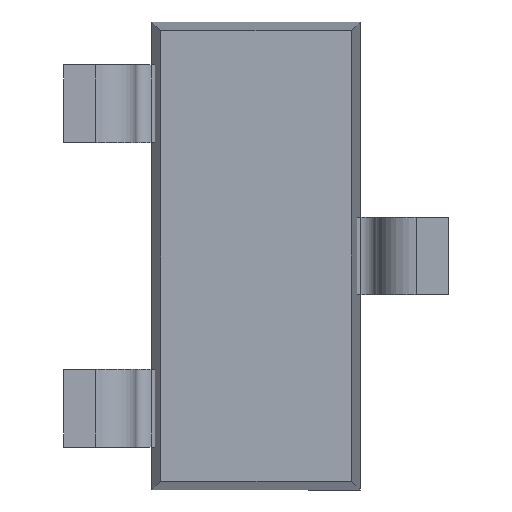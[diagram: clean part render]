
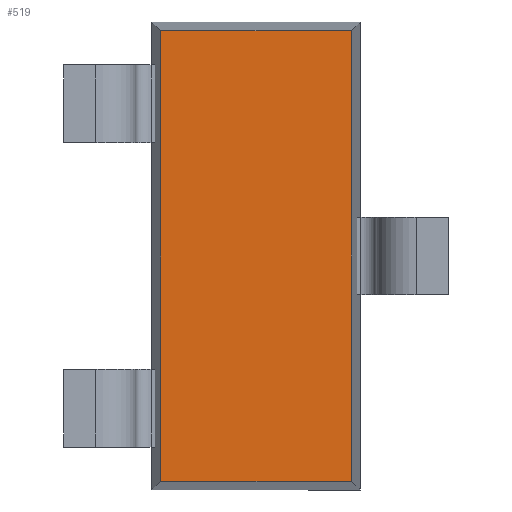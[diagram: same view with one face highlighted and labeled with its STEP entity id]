
A CAD part, front view. The second image highlights one B-rep face of the part: STEP entity #519.
In plain terms, the highlighted planar face has unit normal (0, -1, 0).
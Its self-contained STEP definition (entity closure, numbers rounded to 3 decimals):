
#15 = LINE ( 'NONE', #160, #773 ) ;
#48 = DIRECTION ( 'NONE',  ( 1., 0., 0. ) ) ;
#75 = CARTESIAN_POINT ( 'NONE',  ( 0.65, 0.1, 1.404 ) ) ;
#130 = CARTESIAN_POINT ( 'NONE',  ( 0.594, 0.1, -1.404 ) ) ;
#160 = CARTESIAN_POINT ( 'NONE',  ( -0.65, 0.1, -1.404 ) ) ;
#164 = LINE ( 'NONE', #871, #1437 ) ;
#198 = CARTESIAN_POINT ( 'NONE',  ( -0.594, 0.1, -1.404 ) ) ;
#258 = PLANE ( 'NONE',  #1209 ) ;
#369 = LINE ( 'NONE', #753, #986 ) ;
#430 = EDGE_CURVE ( 'NONE', #1404, #1574, #164, .T. ) ;
#439 = VERTEX_POINT ( 'NONE', #1232 ) ;
#497 = EDGE_CURVE ( 'NONE', #439, #968, #369, .T. ) ;
#505 = CARTESIAN_POINT ( 'NONE',  ( 0., 0.1, 0. ) ) ;
#519 = ADVANCED_FACE ( 'NONE', ( #1533 ), #258, .T. ) ;
#618 = DIRECTION ( 'NONE',  ( 0., 0., -1. ) ) ;
#753 = CARTESIAN_POINT ( 'NONE',  ( -0.594, 0.1, 1.46 ) ) ;
#756 = ORIENTED_EDGE ( 'NONE', *, *, #430, .T. ) ;
#773 = VECTOR ( 'NONE', #48, 1000. ) ;
#774 = ORIENTED_EDGE ( 'NONE', *, *, #497, .T. ) ;
#778 = CARTESIAN_POINT ( 'NONE',  ( 0.594, 0.1, 1.404 ) ) ;
#834 = EDGE_CURVE ( 'NONE', #1574, #439, #1426, .T. ) ;
#871 = CARTESIAN_POINT ( 'NONE',  ( 0.594, 0.1, -1.46 ) ) ;
#882 = VECTOR ( 'NONE', #1066, 1000. ) ;
#968 = VERTEX_POINT ( 'NONE', #198 ) ;
#978 = ORIENTED_EDGE ( 'NONE', *, *, #834, .T. ) ;
#986 = VECTOR ( 'NONE', #618, 1000. ) ;
#1066 = DIRECTION ( 'NONE',  ( -1., 0., 0. ) ) ;
#1148 = ORIENTED_EDGE ( 'NONE', *, *, #1518, .T. ) ;
#1209 = AXIS2_PLACEMENT_3D ( 'NONE', #505, #1490, #1474 ) ;
#1232 = CARTESIAN_POINT ( 'NONE',  ( -0.594, 0.1, 1.404 ) ) ;
#1279 = EDGE_LOOP ( 'NONE', ( #756, #978, #774, #1148 ) ) ;
#1404 = VERTEX_POINT ( 'NONE', #130 ) ;
#1426 = LINE ( 'NONE', #75, #882 ) ;
#1437 = VECTOR ( 'NONE', #1493, 1000. ) ;
#1474 = DIRECTION ( 'NONE',  ( 1., 0., 0. ) ) ;
#1490 = DIRECTION ( 'NONE',  ( 0., -1., 0. ) ) ;
#1493 = DIRECTION ( 'NONE',  ( 0., 0., 1. ) ) ;
#1518 = EDGE_CURVE ( 'NONE', #968, #1404, #15, .T. ) ;
#1533 = FACE_OUTER_BOUND ( 'NONE', #1279, .T. ) ;
#1574 = VERTEX_POINT ( 'NONE', #778 ) ;
